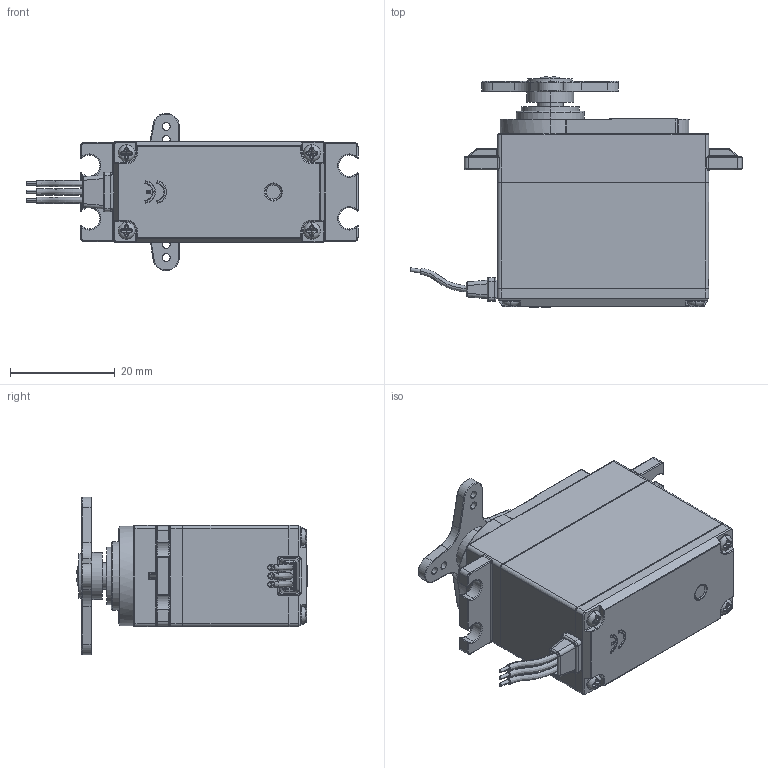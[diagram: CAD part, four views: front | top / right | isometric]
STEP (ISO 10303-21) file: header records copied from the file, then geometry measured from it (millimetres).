
FILE_DESCRIPTION (( 'STEP AP214' ), '1' );
FILE_NAME ('Servo HS425BB.STEP', '2014-09-24T19:41:06', ( 'Windows User' ), ( '' ), 'SwSTEP 2.0', 'SolidWorks 2013', '' );
FILE_SCHEMA (( 'AUTOMOTIVE_DESIGN' ));
Length unit declared in the file: millimetre
Products named in the file (1): Servo HS425BB
Bounding box: 63.28 x 43.85 x 30 mm (x, y, z)
Volume: 28751.6 mm3; surface area: 7588.8 mm2
Topology: 1 solids, 1 shells, 885 faces, 2379 edges, 1498 vertices
Faces by surface type: cylinder 325, plane 223, bspline 184, torus 107, cone 28, sphere 18
Entity records: 37919 total; most frequent: CARTESIAN_POINT 12208, ORIENTED_EDGE 4658, DIRECTION 3958, EDGE_CURVE 2329, AXIS2_PLACEMENT_3D 1508, VERTEX_POINT 1498, EDGE_LOOP 953, LINE 942
